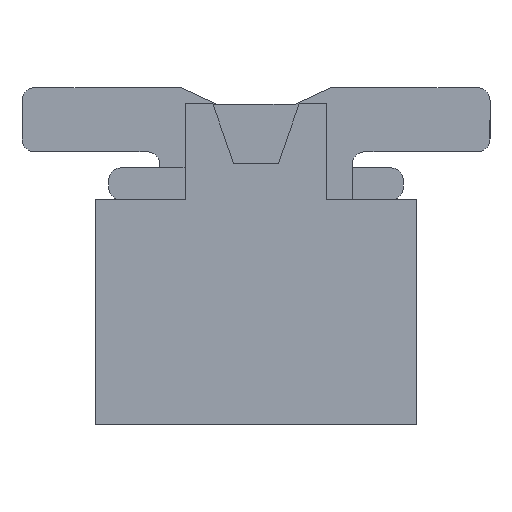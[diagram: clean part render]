
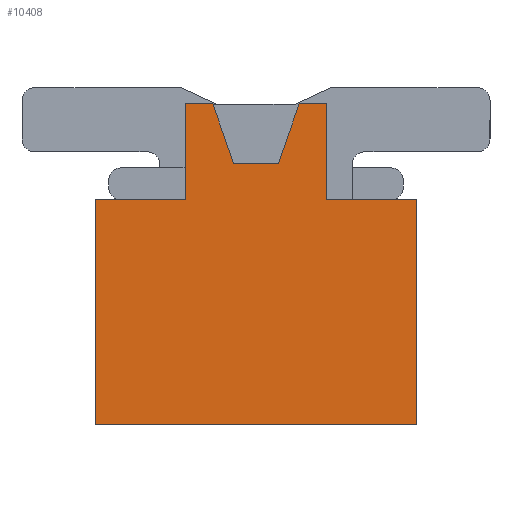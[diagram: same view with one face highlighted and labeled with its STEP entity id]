
A CAD part, left-side view. The second image highlights one B-rep face of the part: STEP entity #10408.
In plain terms, the highlighted planar face has unit normal (-1, 0, 0).
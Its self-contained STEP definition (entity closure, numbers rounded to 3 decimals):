
#76 = EDGE_CURVE ( 'NONE', #14925, #461, #5946, .T. ) ;
#461 = VERTEX_POINT ( 'NONE', #9288 ) ;
#524 = LINE ( 'NONE', #15438, #12741 ) ;
#947 = VERTEX_POINT ( 'NONE', #17158 ) ;
#989 = CARTESIAN_POINT ( 'NONE',  ( 0.225, -2.5, 3.5 ) ) ;
#990 = CARTESIAN_POINT ( 'NONE',  ( 0.225, -2.5, 0. ) ) ;
#1008 = CARTESIAN_POINT ( 'NONE',  ( 0.225, -0.349, 4.067 ) ) ;
#1132 = CARTESIAN_POINT ( 'NONE',  ( 0.225, -2.5, 0. ) ) ;
#1252 = DIRECTION ( 'NONE',  ( 0., -1., 0. ) ) ;
#1456 = EDGE_CURVE ( 'NONE', #3118, #8895, #13159, .T. ) ;
#1995 = ORIENTED_EDGE ( 'NONE', *, *, #1456, .T. ) ;
#2121 = LINE ( 'NONE', #10978, #6549 ) ;
#2209 = EDGE_CURVE ( 'NONE', #4764, #9727, #6955, .T. ) ;
#2210 = CARTESIAN_POINT ( 'NONE',  ( 0.225, 1.1, 3.5 ) ) ;
#2246 = DIRECTION ( 'NONE',  ( 0., -1., 0. ) ) ;
#2529 = VERTEX_POINT ( 'NONE', #15231 ) ;
#2628 = EDGE_CURVE ( 'NONE', #3118, #8822, #8369, .T. ) ;
#3118 = VERTEX_POINT ( 'NONE', #17949 ) ;
#3295 = EDGE_CURVE ( 'NONE', #947, #4764, #524, .T. ) ;
#3353 = FACE_OUTER_BOUND ( 'NONE', #14317, .T. ) ;
#3651 = VECTOR ( 'NONE', #4501, 1000. ) ;
#3821 = ORIENTED_EDGE ( 'NONE', *, *, #15997, .T. ) ;
#3998 = ORIENTED_EDGE ( 'NONE', *, *, #3295, .F. ) ;
#4141 = CARTESIAN_POINT ( 'NONE',  ( 0.225, 2.5, 0. ) ) ;
#4501 = DIRECTION ( 'NONE',  ( 0., 1., 0. ) ) ;
#4590 = DIRECTION ( 'NONE',  ( 0., 0., 1. ) ) ;
#4764 = VERTEX_POINT ( 'NONE', #9346 ) ;
#5063 = VECTOR ( 'NONE', #17075, 1000. ) ;
#5323 = LINE ( 'NONE', #11380, #5063 ) ;
#5531 = LINE ( 'NONE', #1008, #14224 ) ;
#5620 = CARTESIAN_POINT ( 'NONE',  ( 0.225, 0.349, 4.067 ) ) ;
#5665 = ORIENTED_EDGE ( 'NONE', *, *, #10587, .T. ) ;
#5896 = VERTEX_POINT ( 'NONE', #13492 ) ;
#5941 = DIRECTION ( 'NONE',  ( 0., 0., -1. ) ) ;
#5946 = LINE ( 'NONE', #11821, #3651 ) ;
#6239 = VECTOR ( 'NONE', #10222, 1000. ) ;
#6451 = DIRECTION ( 'NONE',  ( 0., 0.329, 0.944 ) ) ;
#6549 = VECTOR ( 'NONE', #6451, 1000. ) ;
#6707 = LINE ( 'NONE', #1132, #10216 ) ;
#6955 = LINE ( 'NONE', #989, #17120 ) ;
#7059 = ORIENTED_EDGE ( 'NONE', *, *, #2209, .F. ) ;
#7195 = AXIS2_PLACEMENT_3D ( 'NONE', #17216, #9704, #17127 ) ;
#8032 = VECTOR ( 'NONE', #1252, 1000. ) ;
#8228 = DIRECTION ( 'NONE',  ( 0., 0.329, -0.944 ) ) ;
#8369 = LINE ( 'NONE', #17334, #8032 ) ;
#8419 = VECTOR ( 'NONE', #4590, 1000. ) ;
#8793 = EDGE_CURVE ( 'NONE', #2529, #14925, #2121, .T. ) ;
#8822 = VERTEX_POINT ( 'NONE', #2210 ) ;
#8895 = VERTEX_POINT ( 'NONE', #4141 ) ;
#9222 = PLANE ( 'NONE',  #7195 ) ;
#9288 = CARTESIAN_POINT ( 'NONE',  ( 0.225, 1.1, 5. ) ) ;
#9346 = CARTESIAN_POINT ( 'NONE',  ( 0.225, -2.5, 3.5 ) ) ;
#9493 = ORIENTED_EDGE ( 'NONE', *, *, #76, .T. ) ;
#9704 = DIRECTION ( 'NONE',  ( 1., 0., 0. ) ) ;
#9727 = VERTEX_POINT ( 'NONE', #990 ) ;
#9786 = EDGE_CURVE ( 'NONE', #461, #8822, #5323, .T. ) ;
#10169 = CARTESIAN_POINT ( 'NONE',  ( 0.225, -1.1, 3.5 ) ) ;
#10216 = VECTOR ( 'NONE', #15573, 1000. ) ;
#10222 = DIRECTION ( 'NONE',  ( 0., 1., 0. ) ) ;
#10376 = CARTESIAN_POINT ( 'NONE',  ( 0.225, -0.674, 5. ) ) ;
#10408 = ADVANCED_FACE ( 'NONE', ( #3353 ), #9222, .F. ) ;
#10587 = EDGE_CURVE ( 'NONE', #947, #16787, #12975, .T. ) ;
#10978 = CARTESIAN_POINT ( 'NONE',  ( 0.225, 0.674, 5. ) ) ;
#11380 = CARTESIAN_POINT ( 'NONE',  ( 0.225, 1.1, 3.5 ) ) ;
#11821 = CARTESIAN_POINT ( 'NONE',  ( 0.225, 1.1, 5. ) ) ;
#12444 = CARTESIAN_POINT ( 'NONE',  ( 0.225, -1.1, 5. ) ) ;
#12741 = VECTOR ( 'NONE', #2246, 1000. ) ;
#12799 = CARTESIAN_POINT ( 'NONE',  ( 0.225, 0.674, 5. ) ) ;
#12891 = VERTEX_POINT ( 'NONE', #18628 ) ;
#12975 = LINE ( 'NONE', #10169, #8419 ) ;
#13109 = EDGE_CURVE ( 'NONE', #5896, #2529, #19004, .T. ) ;
#13159 = LINE ( 'NONE', #13536, #13174 ) ;
#13174 = VECTOR ( 'NONE', #5941, 1000. ) ;
#13387 = ORIENTED_EDGE ( 'NONE', *, *, #8793, .T. ) ;
#13492 = CARTESIAN_POINT ( 'NONE',  ( 0.225, -0.349, 4.067 ) ) ;
#13536 = CARTESIAN_POINT ( 'NONE',  ( 0.225, 2.5, 3.5 ) ) ;
#13571 = ORIENTED_EDGE ( 'NONE', *, *, #16344, .T. ) ;
#14224 = VECTOR ( 'NONE', #8228, 1000. ) ;
#14317 = EDGE_LOOP ( 'NONE', ( #3821, #7059, #3998, #5665, #18829, #13571, #17167, #13387, #9493, #18852, #17316, #1995 ) ) ;
#14925 = VERTEX_POINT ( 'NONE', #12799 ) ;
#15097 = DIRECTION ( 'NONE',  ( 0., 1., 0. ) ) ;
#15231 = CARTESIAN_POINT ( 'NONE',  ( 0.225, 0.349, 4.067 ) ) ;
#15438 = CARTESIAN_POINT ( 'NONE',  ( 0.225, -2.5, 3.5 ) ) ;
#15573 = DIRECTION ( 'NONE',  ( 0., -1., 0. ) ) ;
#15997 = EDGE_CURVE ( 'NONE', #8895, #9727, #6707, .T. ) ;
#16344 = EDGE_CURVE ( 'NONE', #12891, #5896, #5531, .T. ) ;
#16363 = VECTOR ( 'NONE', #15097, 1000. ) ;
#16787 = VERTEX_POINT ( 'NONE', #12444 ) ;
#17075 = DIRECTION ( 'NONE',  ( 0., 0., -1. ) ) ;
#17120 = VECTOR ( 'NONE', #18706, 1000. ) ;
#17127 = DIRECTION ( 'NONE',  ( 0., 0., -1. ) ) ;
#17158 = CARTESIAN_POINT ( 'NONE',  ( 0.225, -1.1, 3.5 ) ) ;
#17167 = ORIENTED_EDGE ( 'NONE', *, *, #13109, .T. ) ;
#17216 = CARTESIAN_POINT ( 'NONE',  ( 0.225, -2.5, 3.5 ) ) ;
#17316 = ORIENTED_EDGE ( 'NONE', *, *, #2628, .F. ) ;
#17334 = CARTESIAN_POINT ( 'NONE',  ( 0.225, -2.5, 3.5 ) ) ;
#17796 = LINE ( 'NONE', #10376, #16363 ) ;
#17949 = CARTESIAN_POINT ( 'NONE',  ( 0.225, 2.5, 3.5 ) ) ;
#18628 = CARTESIAN_POINT ( 'NONE',  ( 0.225, -0.674, 5. ) ) ;
#18706 = DIRECTION ( 'NONE',  ( 0., 0., -1. ) ) ;
#18737 = EDGE_CURVE ( 'NONE', #16787, #12891, #17796, .T. ) ;
#18829 = ORIENTED_EDGE ( 'NONE', *, *, #18737, .T. ) ;
#18852 = ORIENTED_EDGE ( 'NONE', *, *, #9786, .T. ) ;
#19004 = LINE ( 'NONE', #5620, #6239 ) ;
